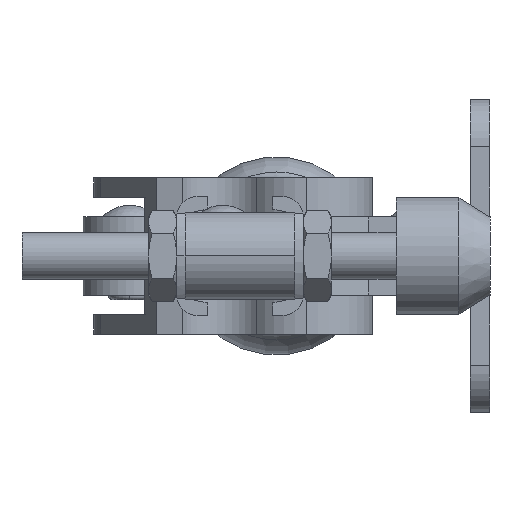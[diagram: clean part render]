
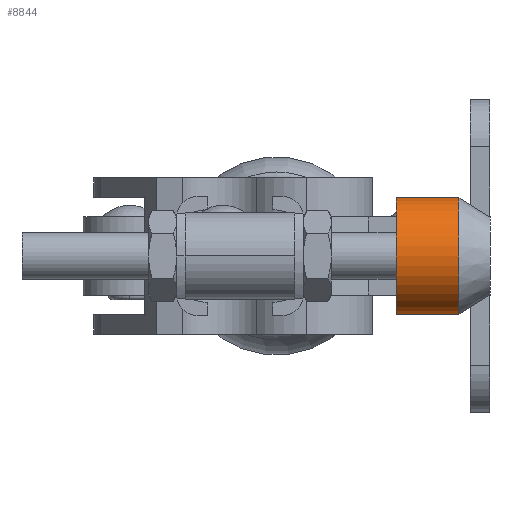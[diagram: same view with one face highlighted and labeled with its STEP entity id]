
A CAD part, left-side view. The second image highlights one B-rep face of the part: STEP entity #8844.
In plain terms, the highlighted cylindrical face has radius 7.5 mm (diameter 15 mm), a partial arc.
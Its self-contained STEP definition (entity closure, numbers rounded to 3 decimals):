
#101 = EDGE_LOOP ( 'NONE', ( #8327, #5544, #1793, #7021 ) ) ;
#173 = VERTEX_POINT ( 'NONE', #10492 ) ;
#175 = VECTOR ( 'NONE', #1622, 1000. ) ;
#221 = CARTESIAN_POINT ( 'NONE',  ( -259.664, 255.415, 5. ) ) ;
#910 = AXIS2_PLACEMENT_3D ( 'NONE', #6920, #1898, #7758 ) ;
#953 = EDGE_CURVE ( 'NONE', #173, #5907, #1139, .T. ) ;
#1139 = CIRCLE ( 'NONE', #6958, 7.5 ) ;
#1622 = DIRECTION ( 'NONE',  ( 0., 1., 0. ) ) ;
#1793 = ORIENTED_EDGE ( 'NONE', *, *, #7915, .T. ) ;
#1898 = DIRECTION ( 'NONE',  ( 0., 1., 0. ) ) ;
#2233 = DIRECTION ( 'NONE',  ( 0., 1., 0. ) ) ;
#2287 = VERTEX_POINT ( 'NONE', #4607 ) ;
#2386 = EDGE_CURVE ( 'NONE', #6534, #173, #8067, .T. ) ;
#3054 = DIRECTION ( 'NONE',  ( 0., 0., 1. ) ) ;
#3367 = FACE_OUTER_BOUND ( 'NONE', #101, .T. ) ;
#3372 = CIRCLE ( 'NONE', #910, 7.5 ) ;
#3604 = VECTOR ( 'NONE', #2233, 1000. ) ;
#4607 = CARTESIAN_POINT ( 'NONE',  ( -259.664, 247.415, 5. ) ) ;
#4662 = LINE ( 'NONE', #7543, #175 ) ;
#5312 = CARTESIAN_POINT ( 'NONE',  ( -259.664, 247.415, -10. ) ) ;
#5322 = CYLINDRICAL_SURFACE ( 'NONE', #8364, 7.5 ) ;
#5339 = CARTESIAN_POINT ( 'NONE',  ( -259.664, 255.415, -2.5 ) ) ;
#5544 = ORIENTED_EDGE ( 'NONE', *, *, #7503, .T. ) ;
#5907 = VERTEX_POINT ( 'NONE', #221 ) ;
#6383 = DIRECTION ( 'NONE',  ( 0., 1., 0. ) ) ;
#6534 = VERTEX_POINT ( 'NONE', #5312 ) ;
#6920 = CARTESIAN_POINT ( 'NONE',  ( -259.664, 247.415, -2.5 ) ) ;
#6958 = AXIS2_PLACEMENT_3D ( 'NONE', #5339, #8542, #9580 ) ;
#7021 = ORIENTED_EDGE ( 'NONE', *, *, #953, .F. ) ;
#7257 = CARTESIAN_POINT ( 'NONE',  ( -259.664, 256.76, -10. ) ) ;
#7503 = EDGE_CURVE ( 'NONE', #6534, #2287, #3372, .T. ) ;
#7543 = CARTESIAN_POINT ( 'NONE',  ( -259.664, 256.76, 5. ) ) ;
#7758 = DIRECTION ( 'NONE',  ( 0., 0., 1. ) ) ;
#7915 = EDGE_CURVE ( 'NONE', #2287, #5907, #4662, .T. ) ;
#8067 = LINE ( 'NONE', #7257, #3604 ) ;
#8327 = ORIENTED_EDGE ( 'NONE', *, *, #2386, .F. ) ;
#8364 = AXIS2_PLACEMENT_3D ( 'NONE', #10543, #6383, #3054 ) ;
#8542 = DIRECTION ( 'NONE',  ( 0., 1., 0. ) ) ;
#8844 = ADVANCED_FACE ( 'NONE', ( #3367 ), #5322, .T. ) ;
#9580 = DIRECTION ( 'NONE',  ( 0., 0., 1. ) ) ;
#10492 = CARTESIAN_POINT ( 'NONE',  ( -259.664, 255.415, -10. ) ) ;
#10543 = CARTESIAN_POINT ( 'NONE',  ( -259.664, 256.76, -2.5 ) ) ;
